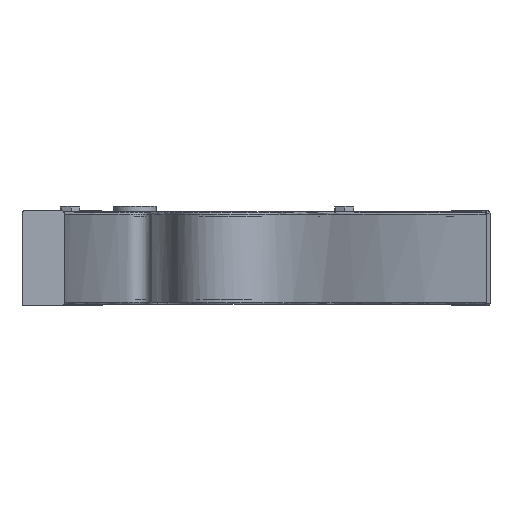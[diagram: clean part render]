
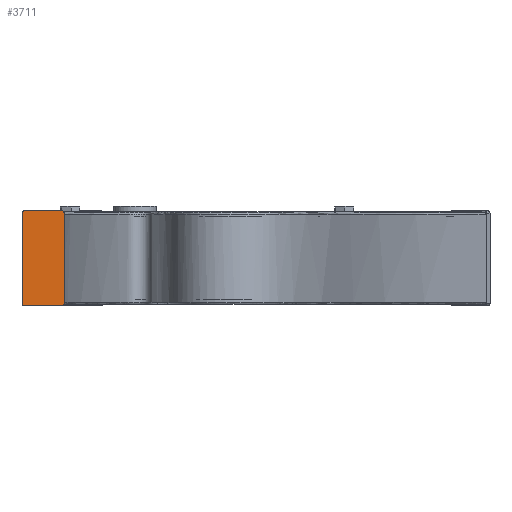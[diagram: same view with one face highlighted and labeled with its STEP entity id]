
A CAD part, left-side view. The second image highlights one B-rep face of the part: STEP entity #3711.
In plain terms, the highlighted planar face has unit normal (-1, 0, 0).
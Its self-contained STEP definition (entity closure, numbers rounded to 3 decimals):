
#241=PLANE('',#4030);
#336=FACE_OUTER_BOUND('',#607,.T.);
#607=EDGE_LOOP('',(#2589,#2590,#2591,#2592,#2593,#2594,#2595,#2596));
#898=LINE('',#5750,#1135);
#903=LINE('',#5764,#1140);
#906=LINE('',#5771,#1143);
#907=LINE('',#5773,#1144);
#1135=VECTOR('',#4551,10.);
#1140=VECTOR('',#4566,10.);
#1143=VECTOR('',#4575,10.);
#1144=VECTOR('',#4578,10.);
#1359=CIRCLE('',#4015,4.);
#1363=CIRCLE('',#4022,4.);
#1364=CIRCLE('',#4024,4.);
#1365=CIRCLE('',#4027,4.);
#1629=VERTEX_POINT('',#5729);
#1630=VERTEX_POINT('',#5731);
#1637=VERTEX_POINT('',#5749);
#1638=VERTEX_POINT('',#5753);
#1639=VERTEX_POINT('',#5757);
#1640=VERTEX_POINT('',#5758);
#1641=VERTEX_POINT('',#5763);
#1642=VERTEX_POINT('',#5767);
#1965=EDGE_CURVE('',#1629,#1630,#1359,.T.);
#1974=EDGE_CURVE('',#1637,#1630,#898,.T.);
#1976=EDGE_CURVE('',#1637,#1638,#1363,.T.);
#1978=EDGE_CURVE('',#1639,#1640,#1364,.T.);
#1981=EDGE_CURVE('',#1641,#1640,#903,.T.);
#1983=EDGE_CURVE('',#1641,#1642,#1365,.T.);
#1985=EDGE_CURVE('',#1639,#1638,#906,.T.);
#1986=EDGE_CURVE('',#1629,#1642,#907,.T.);
#2589=ORIENTED_EDGE('',*,*,#1965,.F.);
#2590=ORIENTED_EDGE('',*,*,#1986,.T.);
#2591=ORIENTED_EDGE('',*,*,#1983,.F.);
#2592=ORIENTED_EDGE('',*,*,#1981,.T.);
#2593=ORIENTED_EDGE('',*,*,#1978,.F.);
#2594=ORIENTED_EDGE('',*,*,#1985,.T.);
#2595=ORIENTED_EDGE('',*,*,#1976,.F.);
#2596=ORIENTED_EDGE('',*,*,#1974,.T.);
#3711=ADVANCED_FACE('',(#336),#241,.T.);
#4015=AXIS2_PLACEMENT_3D('',#5732,#4534,#4535);
#4022=AXIS2_PLACEMENT_3D('',#5754,#4555,#4556);
#4024=AXIS2_PLACEMENT_3D('',#5759,#4560,#4561);
#4027=AXIS2_PLACEMENT_3D('',#5768,#4570,#4571);
#4030=AXIS2_PLACEMENT_3D('',#5774,#4579,#4580);
#4534=DIRECTION('center_axis',(1.,0.,0.));
#4535=DIRECTION('ref_axis',(0.,0.707,0.707));
#4551=DIRECTION('',(0.,1.,0.));
#4555=DIRECTION('center_axis',(1.,0.,0.));
#4556=DIRECTION('ref_axis',(0.,-0.707,0.707));
#4560=DIRECTION('center_axis',(1.,0.,0.));
#4561=DIRECTION('ref_axis',(0.,-0.707,-0.707));
#4566=DIRECTION('',(0.,-1.,0.));
#4570=DIRECTION('center_axis',(1.,0.,0.));
#4571=DIRECTION('ref_axis',(0.,0.707,-0.707));
#4575=DIRECTION('',(0.,0.,1.));
#4578=DIRECTION('',(0.,0.,-1.));
#4579=DIRECTION('center_axis',(-1.,0.,0.));
#4580=DIRECTION('ref_axis',(0.,0.,
-1.));
#5729=CARTESIAN_POINT('',(-407.693,478.245,148.5));
#5731=CARTESIAN_POINT('',(-407.693,474.245,152.5));
#5732=CARTESIAN_POINT('Origin',(-407.693,474.245,148.5));
#5749=CARTESIAN_POINT('',(-407.693,413.245,152.5));
#5750=CARTESIAN_POINT('',(-407.693,409.245,152.5));
#5753=CARTESIAN_POINT('',(-407.693,409.245,148.5));
#5754=CARTESIAN_POINT('Origin',(-407.693,413.245,148.5));
#5757=CARTESIAN_POINT('',(-407.693,409.245,1.5));
#5758=CARTESIAN_POINT('',(-407.693,413.245,-2.5));
#5759=CARTESIAN_POINT('Origin',(-407.693,413.245,1.5));
#5763=CARTESIAN_POINT('',(-407.693,474.245,-2.5));
#5764=CARTESIAN_POINT('',(-407.693,478.245,-2.5));
#5767=CARTESIAN_POINT('',(-407.693,478.245,1.5));
#5768=CARTESIAN_POINT('Origin',(-407.693,474.245,1.5));
#5771=CARTESIAN_POINT('',(-407.693,409.245,-2.5));
#5773=CARTESIAN_POINT('',(-407.693,478.245,152.5));
#5774=CARTESIAN_POINT('Origin',(-407.693,443.745,75.));
